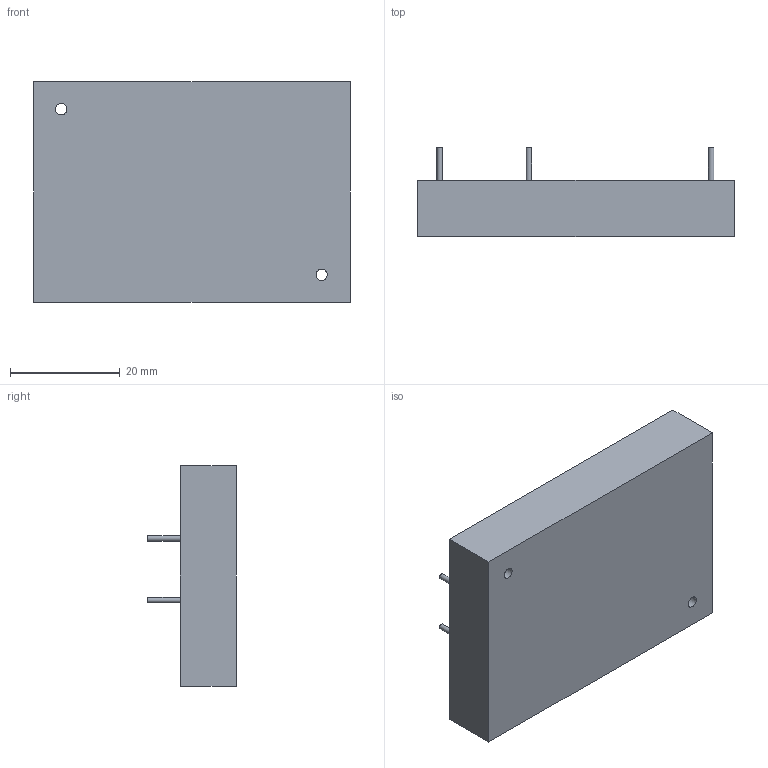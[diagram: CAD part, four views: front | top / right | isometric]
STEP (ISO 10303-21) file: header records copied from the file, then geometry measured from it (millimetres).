
FILE_DESCRIPTION(/* description */ (''),/* implementation_level */ '2;1');
FILE_NAME(/* name */ 'МРМ4-Х20ДМ.stp',/* time_stamp */ '2019-01-23T12:45:21+03:00',/* author */ ('abaranov'),/* organization */ (''),/* preprocessor_version */ 'ST-DEVELOPER v16.1',/* originating_system */ 'Autodesk Inventor 2016',/* authorisation */ '');
FILE_SCHEMA (('AUTOMOTIVE_DESIGN { 1 0 10303 214 3 1 1 }'));
Length unit declared in the file: millimetre
Products named in the file (1): МРМ4-Х20ДМ
Bounding box: 57.7 x 16.2 x 40.2 mm (x, y, z)
Volume: 23615.5 mm3; surface area: 6856.5 mm2
Topology: 6 solids, 6 shells, 23 faces, 35 edges, 24 vertices
Faces by surface type: plane 16, cylinder 7
Full cylindrical faces by diameter (mm): 1 x5, 2.05 x2
Entity records: 500 total; most frequent: DIRECTION 88, CARTESIAN_POINT 72, ORIENTED_EDGE 52, AXIS2_PLACEMENT_3D 38, EDGE_LOOP 34, EDGE_CURVE 26, FACE_OUTER_BOUND 23, ADVANCED_FACE 23
